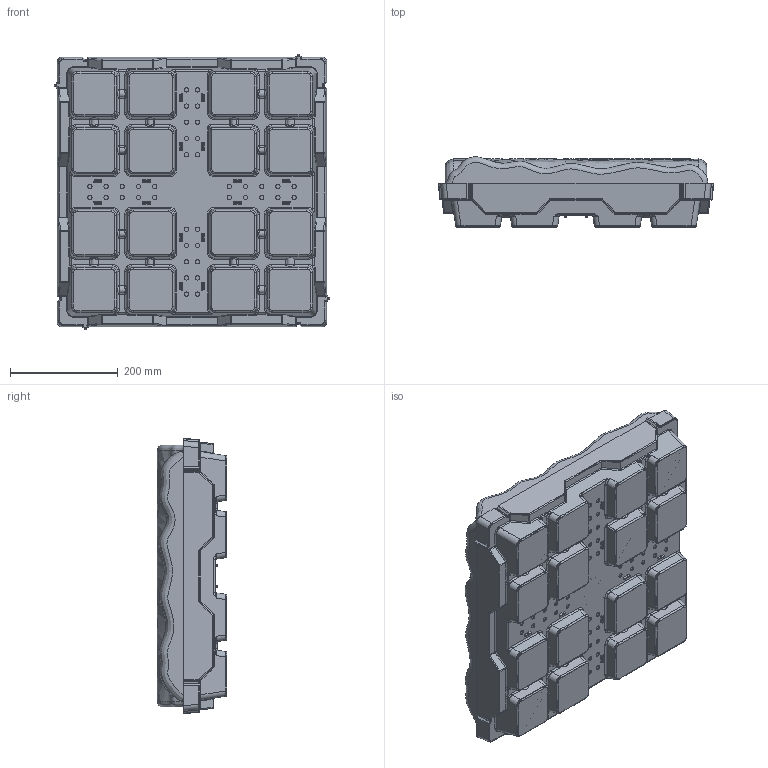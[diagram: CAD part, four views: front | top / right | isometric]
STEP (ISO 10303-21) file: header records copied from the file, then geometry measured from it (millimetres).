
FILE_DESCRIPTION (( 'STEP AP203' ), '1' );
FILE_NAME ('EcoRoof Cassette met beplanting.STEP', '2023-10-19T10:25:57', ( '' ), ( '' ), 'SwSTEP 2.0', 'SolidWorks 2023', '' );
FILE_SCHEMA (( 'CONFIG_CONTROL_DESIGN' ));
Length unit declared in the file: millimetre
Products named in the file (4): Bodem; Beplanting; EcoRoof Cassette met beplanting; EcoRoof Cassette
Assembly tree (3 placements, depth 2):
  EcoRoof Cassette met beplanting
    EcoRoof Cassette
    Beplanting
    Bodem
Bounding box: 509.76 x 129.28 x 509.76 mm (x, y, z)
Volume: 24313253.7 mm3; surface area: 2030657.3 mm2
Topology: 3 solids, 3 shells, 2628 faces, 6328 edges, 3604 vertices
Faces by surface type: cylinder 1067, bspline 712, plane 600, sphere 249
Entity records: 98963 total; most frequent: CARTESIAN_POINT 44573, ORIENTED_EDGE 12428, DIRECTION 10242, EDGE_CURVE 6214, AXIS2_PLACEMENT_3D 3751, VERTEX_POINT 3604, EDGE_LOOP 2752, LINE 2740
